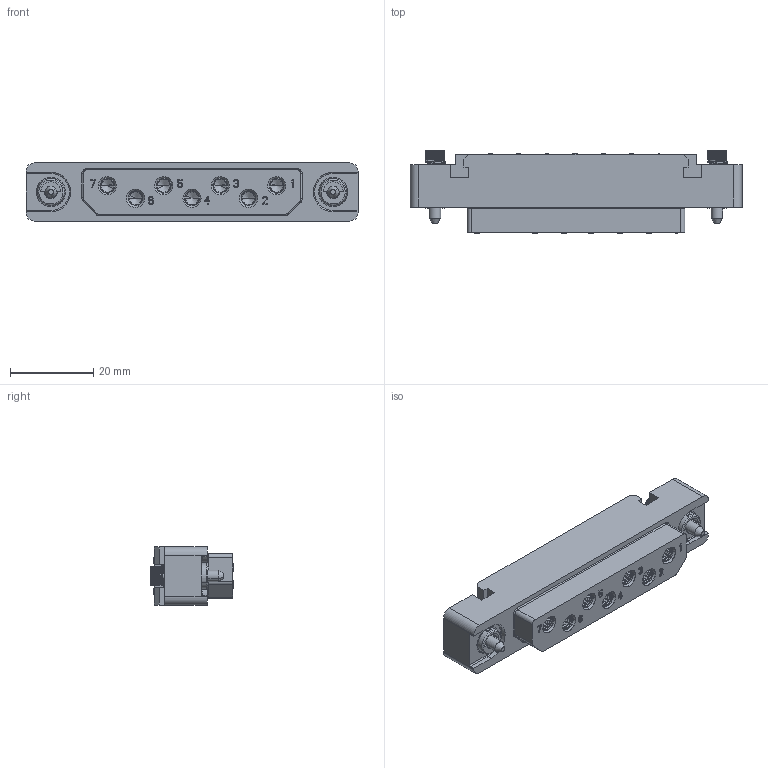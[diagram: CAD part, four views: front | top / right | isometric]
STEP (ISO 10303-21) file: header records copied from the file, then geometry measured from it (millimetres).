
FILE_DESCRIPTION((''),'2;1');
FILE_NAME('1900ND06S2A00B','2020-08-03T',('presta_be4'),(''),'CREO PARAMETRIC BY PTC INC, 2018360','CREO PARAMETRIC BY PTC INC, 2018360','');
FILE_SCHEMA(('CONFIG_CONTROL_DESIGN'));
Products named in the file (1): 1900ND06S2A00B
Bounding box: 80 x 20.01 x 14 mm (x, y, z)
Volume: 13798.1 mm3; surface area: 15831.6 mm2
Topology: 3 solids, 3 shells, 2684 faces, 7345 edges, 4762 vertices
Faces by surface type: plane 1483, cylinder 609, cone 374, torus 150, bspline 40, extrusion 28
Entity records: 93682 total; most frequent: CARTESIAN_POINT 27176, ORIENTED_EDGE 14626, DIRECTION 12811, EDGE_CURVE 7313, VERTEX_POINT 4762, AXIS2_PLACEMENT_3D 4314, VECTOR 4183, LINE 4155
